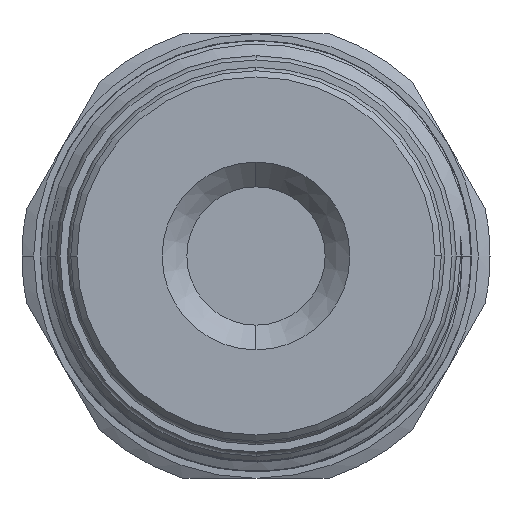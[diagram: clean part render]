
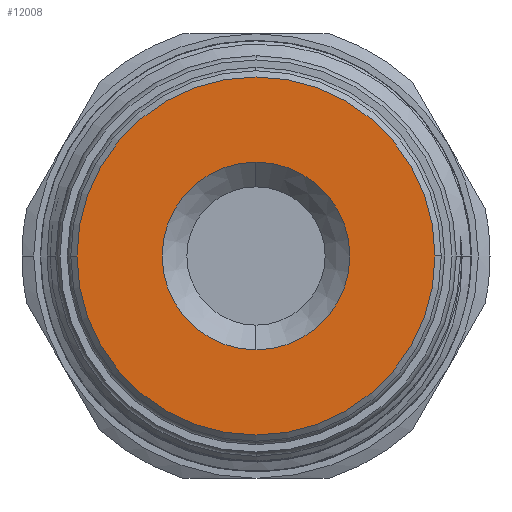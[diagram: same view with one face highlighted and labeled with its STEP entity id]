
A CAD part, left-side view. The second image highlights one B-rep face of the part: STEP entity #12008.
In plain terms, the highlighted planar face has unit normal (-1, 0, 0).
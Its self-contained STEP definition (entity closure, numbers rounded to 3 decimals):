
#75 = EDGE_CURVE ( 'NONE', #3087, #5451, #6892, .T. ) ;
#447 = EDGE_CURVE ( 'NONE', #5451, #3087, #12543, .T. ) ;
#672 = CIRCLE ( 'NONE', #9629, 7.6 ) ;
#745 = VERTEX_POINT ( 'NONE', #11780 ) ;
#767 = CARTESIAN_POINT ( 'NONE',  ( -47.8, -14.5, 0. ) ) ;
#1002 = CIRCLE ( 'NONE', #7249, 7.6 ) ;
#1318 = CARTESIAN_POINT ( 'NONE',  ( -47.8, 0., 0. ) ) ;
#1548 = CARTESIAN_POINT ( 'NONE',  ( -47.8, 0., 0. ) ) ;
#2299 = DIRECTION ( 'NONE',  ( 1., 0., 0. ) ) ;
#2592 = CARTESIAN_POINT ( 'NONE',  ( -47.8, 14.5, 0. ) ) ;
#3087 = VERTEX_POINT ( 'NONE', #767 ) ;
#4099 = ORIENTED_EDGE ( 'NONE', *, *, #447, .T. ) ;
#4244 = VERTEX_POINT ( 'NONE', #9304 ) ;
#4364 = FACE_BOUND ( 'NONE', #4989, .T. ) ;
#4420 = CARTESIAN_POINT ( 'NONE',  ( -47.8, 0., 0. ) ) ;
#4989 = EDGE_LOOP ( 'NONE', ( #12031, #5266 ) ) ;
#5266 = ORIENTED_EDGE ( 'NONE', *, *, #8569, .T. ) ;
#5451 = VERTEX_POINT ( 'NONE', #2592 ) ;
#5468 = DIRECTION ( 'NONE',  ( 0., 1., 0. ) ) ;
#6034 = ORIENTED_EDGE ( 'NONE', *, *, #75, .T. ) ;
#6103 = DIRECTION ( 'NONE',  ( 0., 1., 0. ) ) ;
#6304 = DIRECTION ( 'NONE',  ( 0., 1., 0. ) ) ;
#6892 = CIRCLE ( 'NONE', #10158, 14.5 ) ;
#7096 = CARTESIAN_POINT ( 'NONE',  ( -47.8, 0., 0. ) ) ;
#7101 = DIRECTION ( 'NONE',  ( 0., 1., 0. ) ) ;
#7136 = PLANE ( 'NONE',  #7375 ) ;
#7173 = DIRECTION ( 'NONE',  ( -1., 0., 0. ) ) ;
#7249 = AXIS2_PLACEMENT_3D ( 'NONE', #1548, #11985, #9120 ) ;
#7375 = AXIS2_PLACEMENT_3D ( 'NONE', #7096, #2299, #6103 ) ;
#8166 = DIRECTION ( 'NONE',  ( -1., 0., 0. ) ) ;
#8569 = EDGE_CURVE ( 'NONE', #745, #4244, #672, .T. ) ;
#8628 = EDGE_CURVE ( 'NONE', #4244, #745, #1002, .T. ) ;
#8765 = AXIS2_PLACEMENT_3D ( 'NONE', #10076, #7173, #6304 ) ;
#9120 = DIRECTION ( 'NONE',  ( 0., 1., 0. ) ) ;
#9304 = CARTESIAN_POINT ( 'NONE',  ( -47.8, 0., 7.6 ) ) ;
#9629 = AXIS2_PLACEMENT_3D ( 'NONE', #4420, #11246, #5468 ) ;
#10076 = CARTESIAN_POINT ( 'NONE',  ( -47.8, 0., 0. ) ) ;
#10158 = AXIS2_PLACEMENT_3D ( 'NONE', #1318, #8166, #7101 ) ;
#10777 = FACE_OUTER_BOUND ( 'NONE', #12287, .T. ) ;
#11246 = DIRECTION ( 'NONE',  ( 1., 0., 0. ) ) ;
#11780 = CARTESIAN_POINT ( 'NONE',  ( -47.8, 0., -7.6 ) ) ;
#11985 = DIRECTION ( 'NONE',  ( 1., 0., 0. ) ) ;
#12008 = ADVANCED_FACE ( 'NONE', ( #10777, #4364 ), #7136, .F. ) ;
#12031 = ORIENTED_EDGE ( 'NONE', *, *, #8628, .T. ) ;
#12287 = EDGE_LOOP ( 'NONE', ( #4099, #6034 ) ) ;
#12543 = CIRCLE ( 'NONE', #8765, 14.5 ) ;
